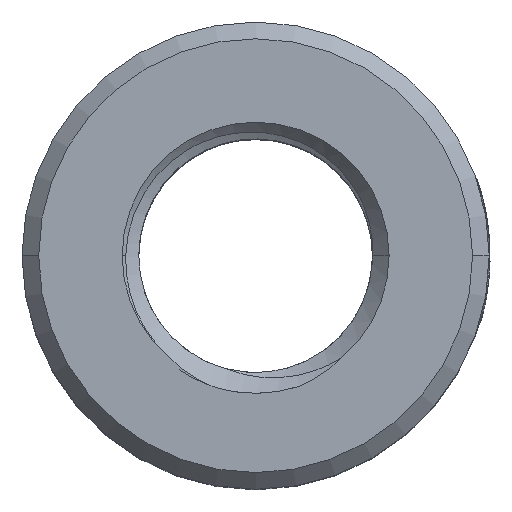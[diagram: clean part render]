
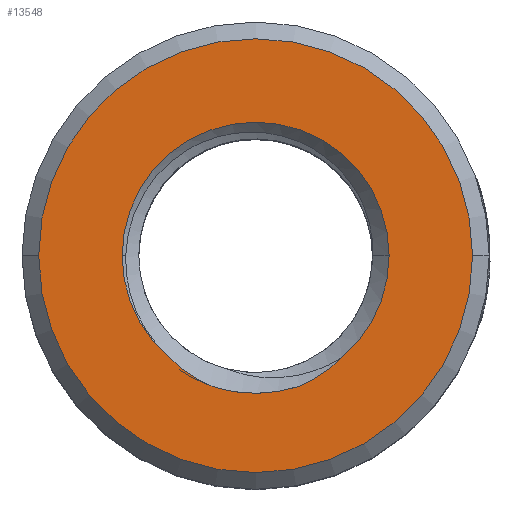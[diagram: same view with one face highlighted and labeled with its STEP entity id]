
A CAD part, top view. The second image highlights one B-rep face of the part: STEP entity #13548.
In plain terms, the highlighted planar face has unit normal (0, 0, 1).
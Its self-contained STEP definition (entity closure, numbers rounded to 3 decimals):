
#401 = CARTESIAN_POINT ( 'NONE',  ( 0., 0., 4.07 ) ) ;
#456 = VERTEX_POINT ( 'NONE', #3985 ) ;
#616 = DIRECTION ( 'NONE',  ( 1., 0., 0. ) ) ;
#693 = ORIENTED_EDGE ( 'NONE', *, *, #11209, .T. ) ;
#788 = CARTESIAN_POINT ( 'NONE',  ( 0.523, -1.565, 4.07 ) ) ;
#1002 = CARTESIAN_POINT ( 'NONE',  ( 0., 0., 4.07 ) ) ;
#1389 = CARTESIAN_POINT ( 'NONE',  ( 0.885, -1.369, 4.07 ) ) ;
#1596 = DIRECTION ( 'NONE',  ( 1., 0., 0. ) ) ;
#1604 = DIRECTION ( 'NONE',  ( 0., 0., -1. ) ) ;
#2539 = FACE_OUTER_BOUND ( 'NONE', #15961, .T. ) ;
#3077 = CIRCLE ( 'NONE', #10121, 2.6 ) ;
#3308 = CARTESIAN_POINT ( 'NONE',  ( -0.707, -1.476, 4.07 ) ) ;
#3358 = CARTESIAN_POINT ( 'NONE',  ( -2.6, 0., 4.07 ) ) ;
#3410 = EDGE_CURVE ( 'NONE', #13776, #13194, #14174, .T. ) ;
#3539 = VERTEX_POINT ( 'NONE', #17885 ) ;
#3650 = CARTESIAN_POINT ( 'NONE',  ( -1.03, -1.224, 4.07 ) ) ;
#3985 = CARTESIAN_POINT ( 'NONE',  ( 1.6, 0., 4.07 ) ) ;
#4020 = VERTEX_POINT ( 'NONE', #788 ) ;
#4747 = ORIENTED_EDGE ( 'NONE', *, *, #6319, .T. ) ;
#4787 = DIRECTION ( 'NONE',  ( 1., 0., 0. ) ) ;
#5618 = CARTESIAN_POINT ( 'NONE',  ( 0., 0., 4.07 ) ) ;
#5641 = DIRECTION ( 'NONE',  ( 0., 0., -1. ) ) ;
#5711 = CARTESIAN_POINT ( 'NONE',  ( 2.6, 0., 4.07 ) ) ;
#5824 = ORIENTED_EDGE ( 'NONE', *, *, #16635, .T. ) ;
#6053 = CARTESIAN_POINT ( 'NONE',  ( 0.186, -1.677, 4.07 ) ) ;
#6319 = EDGE_CURVE ( 'NONE', #456, #17081, #17560, .T. ) ;
#6393 = ORIENTED_EDGE ( 'NONE', *, *, #17625, .T. ) ;
#6497 = ORIENTED_EDGE ( 'NONE', *, *, #18098, .T. ) ;
#6731 = CARTESIAN_POINT ( 'NONE',  ( -1.03, -1.224, 4.07 ) ) ;
#7011 = CARTESIAN_POINT ( 'NONE',  ( 0., 0., 4.07 ) ) ;
#7094 = ORIENTED_EDGE ( 'NONE', *, *, #9956, .T. ) ;
#7185 = B_SPLINE_CURVE_WITH_KNOTS ( 'NONE', 3,
 ( #10281, #12004, #3308, #14947, #13051, #3650 ),
 .UNSPECIFIED., .F., .F.,
 ( 4, 2, 4 ),
 ( 0., 0., 0.001 ),
 .UNSPECIFIED. ) ;
#7349 = DIRECTION ( 'NONE',  ( 1., 0., 0. ) ) ;
#7587 = AXIS2_PLACEMENT_3D ( 'NONE', #401, #1604, #15859 ) ;
#8013 = ORIENTED_EDGE ( 'NONE', *, *, #3410, .T. ) ;
#8727 = B_SPLINE_CURVE_WITH_KNOTS ( 'NONE', 3,
 ( #14319, #6053, #11373, #17183 ),
 .UNSPECIFIED., .F., .F.,
 ( 4, 4 ),
 ( 0., 0.001 ),
 .UNSPECIFIED. ) ;
#8834 = AXIS2_PLACEMENT_3D ( 'NONE', #9825, #14213, #1596 ) ;
#9307 = DIRECTION ( 'NONE',  ( 0., 0., -1. ) ) ;
#9540 = AXIS2_PLACEMENT_3D ( 'NONE', #7011, #5641, #16491 ) ;
#9825 = CARTESIAN_POINT ( 'NONE',  ( 0., 0., 4.07 ) ) ;
#9883 = CARTESIAN_POINT ( 'NONE',  ( -1.6, 0., 4.07 ) ) ;
#9956 = EDGE_CURVE ( 'NONE', #17081, #4020, #18134, .T. ) ;
#10121 = AXIS2_PLACEMENT_3D ( 'NONE', #14533, #15659, #4787 ) ;
#10281 = CARTESIAN_POINT ( 'NONE',  ( -0.523, -1.565, 4.07 ) ) ;
#11209 = EDGE_CURVE ( 'NONE', #3539, #16576, #7185, .T. ) ;
#11259 = CARTESIAN_POINT ( 'NONE',  ( 1.03, -1.224, 4.07 ) ) ;
#11373 = CARTESIAN_POINT ( 'NONE',  ( -0.186, -1.677, 4.07 ) ) ;
#11383 = DIRECTION ( 'NONE',  ( 0., 0., 1. ) ) ;
#12004 = CARTESIAN_POINT ( 'NONE',  ( -0.618, -1.525, 4.07 ) ) ;
#12609 = CARTESIAN_POINT ( 'NONE',  ( 0.713, -1.484, 4.07 ) ) ;
#12750 = CIRCLE ( 'NONE', #16584, 1.6 ) ;
#13051 = CARTESIAN_POINT ( 'NONE',  ( -0.958, -1.296, 4.07 ) ) ;
#13194 = VERTEX_POINT ( 'NONE', #5711 ) ;
#13548 = ADVANCED_FACE ( 'NONE', ( #2539, #13745 ), #15148, .T. ) ;
#13616 = CIRCLE ( 'NONE', #9540, 1.6 ) ;
#13745 = FACE_BOUND ( 'NONE', #14536, .T. ) ;
#13776 = VERTEX_POINT ( 'NONE', #3358 ) ;
#13886 = AXIS2_PLACEMENT_3D ( 'NONE', #5618, #11383, #7349 ) ;
#13929 = VERTEX_POINT ( 'NONE', #9883 ) ;
#13993 = CARTESIAN_POINT ( 'NONE',  ( 1.03, -1.224, 4.07 ) ) ;
#14174 = CIRCLE ( 'NONE', #13886, 2.6 ) ;
#14213 = DIRECTION ( 'NONE',  ( 0., 0., 1. ) ) ;
#14319 = CARTESIAN_POINT ( 'NONE',  ( 0.523, -1.565, 4.07 ) ) ;
#14533 = CARTESIAN_POINT ( 'NONE',  ( 0., 0., 4.07 ) ) ;
#14536 = EDGE_LOOP ( 'NONE', ( #6393, #5824, #4747, #7094, #6497, #693 ) ) ;
#14947 = CARTESIAN_POINT ( 'NONE',  ( -0.877, -1.362, 4.07 ) ) ;
#15148 = PLANE ( 'NONE',  #8834 ) ;
#15659 = DIRECTION ( 'NONE',  ( 0., 0., 1. ) ) ;
#15859 = DIRECTION ( 'NONE',  ( 1., 0., 0. ) ) ;
#15961 = EDGE_LOOP ( 'NONE', ( #8013, #16916 ) ) ;
#16176 = CARTESIAN_POINT ( 'NONE',  ( 0.523, -1.565, 4.07 ) ) ;
#16491 = DIRECTION ( 'NONE',  ( 1., 0., 0. ) ) ;
#16576 = VERTEX_POINT ( 'NONE', #6731 ) ;
#16584 = AXIS2_PLACEMENT_3D ( 'NONE', #1002, #9307, #616 ) ;
#16635 = EDGE_CURVE ( 'NONE', #13929, #456, #13616, .T. ) ;
#16916 = ORIENTED_EDGE ( 'NONE', *, *, #17604, .T. ) ;
#17081 = VERTEX_POINT ( 'NONE', #11259 ) ;
#17183 = CARTESIAN_POINT ( 'NONE',  ( -0.523, -1.565, 4.07 ) ) ;
#17560 = CIRCLE ( 'NONE', #7587, 1.6 ) ;
#17604 = EDGE_CURVE ( 'NONE', #13194, #13776, #3077, .T. ) ;
#17625 = EDGE_CURVE ( 'NONE', #16576, #13929, #12750, .T. ) ;
#17885 = CARTESIAN_POINT ( 'NONE',  ( -0.523, -1.565, 4.07 ) ) ;
#18098 = EDGE_CURVE ( 'NONE', #4020, #3539, #8727, .T. ) ;
#18134 = B_SPLINE_CURVE_WITH_KNOTS ( 'NONE', 3,
 ( #13993, #1389, #12609, #16176 ),
 .UNSPECIFIED., .F., .F.,
 ( 4, 4 ),
 ( 0.003, 0.004 ),
 .UNSPECIFIED. ) ;
